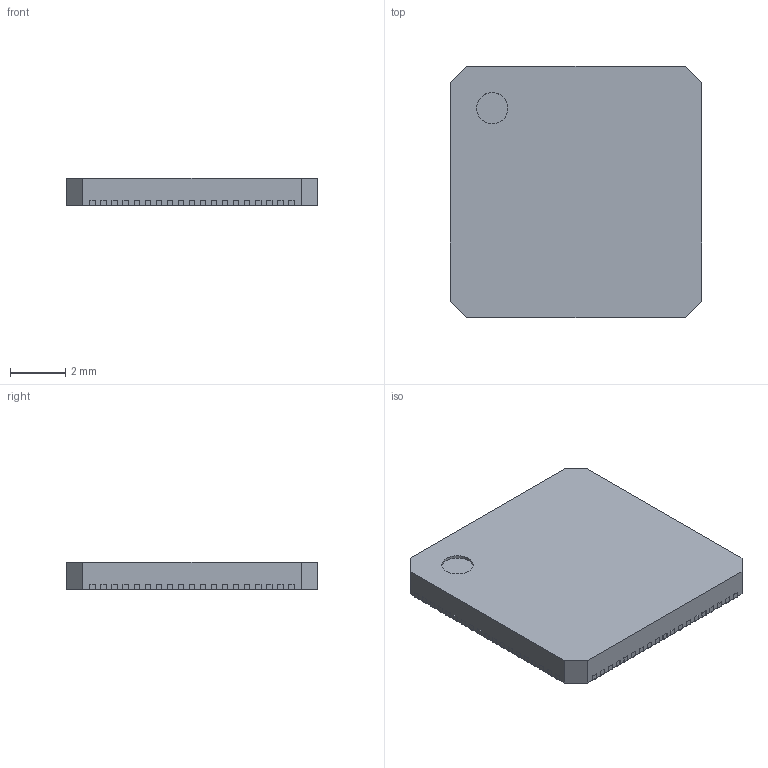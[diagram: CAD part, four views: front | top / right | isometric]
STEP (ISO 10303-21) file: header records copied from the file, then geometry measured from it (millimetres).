
FILE_DESCRIPTION(('Open CASCADE Model'),'2;1');
FILE_NAME('Open CASCADE Shape Model','2016-03-02T15:13:13',('Author'),( 'Open CASCADE'),'Open CASCADE STEP processor 6.8','Open CASCADE 6.8' ,'Unknown');
FILE_SCHEMA(('AUTOMOTIVE_DESIGN_CC2 { 1 2 10303 214 -1 1 5 4 }'));
Length unit declared in the file: millimetre
Products named in the file (7): FT601Q_1.step; Open CASCADE STEP translator 6.8 1.1; Body; Open CASCADE STEP translator 6.8 1.2.1; Thermal_Shape; Pin_Shape; Open CASCADE STEP translator 6.8 1.4.1
Assembly tree (81 placements, depth 3):
  FT601Q_1.step
    Open CASCADE STEP translator 6.8 1.1
    Body
      Open CASCADE STEP translator 6.8 1.2.1
    Thermal_Shape
    Pin_Shape  x76
      Open CASCADE STEP translator 6.8 1.4.1
Bounding box: 9.12 x 9.12 x 1 mm (x, y, z)
Volume: 81.6 mm3; surface area: 284.5 mm2
Topology: 78 solids, 79 shells, 1084 faces, 2171 edges, 1245 vertices
Faces by surface type: plane 1083, cylinder 1
Full cylindrical faces by diameter (mm): 1.137 x1
Entity records: 2556 total; most frequent: DIRECTION 444, CARTESIAN_POINT 381, LINE 204, VECTOR 204, ORIENTED_EDGE 141, PCURVE 141, DEFINITIONAL_REPRESENTATION 141, AXIS2_PLACEMENT_3D 119
